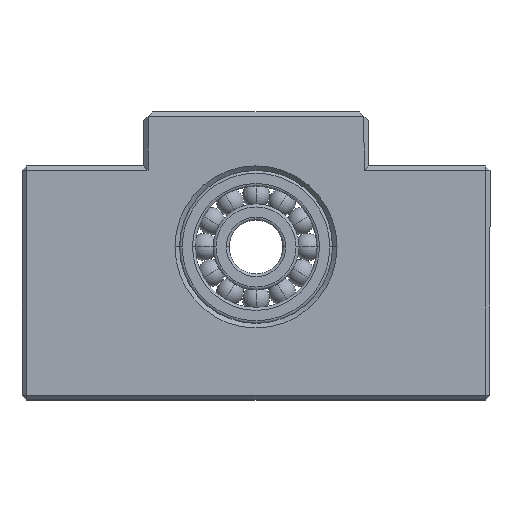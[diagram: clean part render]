
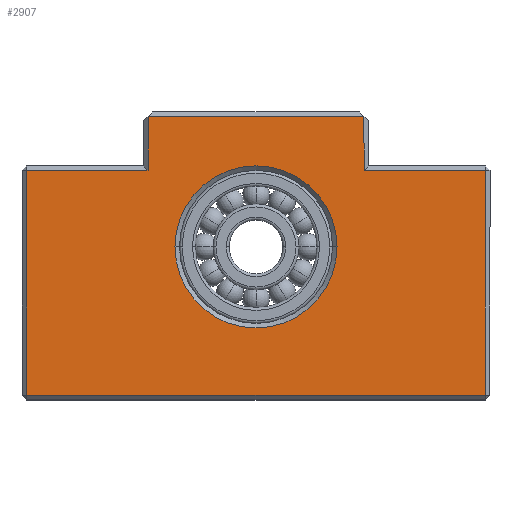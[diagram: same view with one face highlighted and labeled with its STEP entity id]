
A CAD part, top view. The second image highlights one B-rep face of the part: STEP entity #2907.
In plain terms, the highlighted planar face has unit normal (0, 0, 1).
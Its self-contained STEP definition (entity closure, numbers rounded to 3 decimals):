
#418 = EDGE_CURVE ( 'NONE', #421, #423, #2108, .T. ) ;
#419 = ORIENTED_EDGE ( 'NONE', *, *, #418, .T. ) ;
#420 = ORIENTED_EDGE ( 'NONE', *, *, #429, .T. ) ;
#421 = VERTEX_POINT ( 'NONE', #2104 ) ;
#423 = VERTEX_POINT ( 'NONE', #2103 ) ;
#429 = EDGE_CURVE ( 'NONE', #423, #2889, #2159, .T. ) ;
#431 = VERTEX_POINT ( 'NONE', #2155 ) ;
#434 = ORIENTED_EDGE ( 'NONE', *, *, #435, .T. ) ;
#435 = EDGE_CURVE ( 'NONE', #431, #421, #2154, .T. ) ;
#438 = VERTEX_POINT ( 'NONE', #2144 ) ;
#442 = ORIENTED_EDGE ( 'NONE', *, *, #443, .T. ) ;
#443 = EDGE_CURVE ( 'NONE', #438, #431, #2139, .T. ) ;
#473 = CARTESIAN_POINT ( 'NONE',  ( 9., 17., 7. ) ) ;
#574 = CARTESIAN_POINT ( 'NONE',  ( 12., 31., 7. ) ) ;
#575 = LINE ( 'NONE', #574, #636 ) ;
#576 = CARTESIAN_POINT ( 'NONE',  ( 12., 25.5, 7. ) ) ;
#587 = CARTESIAN_POINT ( 'NONE',  ( 12., 31.5, 7. ) ) ;
#603 = LINE ( 'NONE', #662, #661 ) ;
#604 = CARTESIAN_POINT ( 'NONE',  ( 26., 26., 7. ) ) ;
#605 = PLANE ( 'NONE',  #665 ) ;
#606 = FACE_OUTER_BOUND ( 'NONE', #2896, .T. ) ;
#607 = FACE_BOUND ( 'NONE', #2902, .T. ) ;
#616 = DIRECTION ( 'NONE',  ( -1., 0., 0. ) ) ;
#617 = VECTOR ( 'NONE', #616, 1000. ) ;
#618 = CARTESIAN_POINT ( 'NONE',  ( 12.5, 25.5, 7. ) ) ;
#619 = LINE ( 'NONE', #618, #617 ) ;
#634 = CARTESIAN_POINT ( 'NONE',  ( 25.5, 25.5, 7. ) ) ;
#635 = DIRECTION ( 'NONE',  ( 0., 1., 0. ) ) ;
#636 = VECTOR ( 'NONE', #635, 1000. ) ;
#649 = CARTESIAN_POINT ( 'NONE',  ( -12., 31.5, 7. ) ) ;
#655 = DIRECTION ( 'NONE',  ( 1., 0., 0. ) ) ;
#656 = DIRECTION ( 'NONE',  ( 0., 0., -1. ) ) ;
#657 = CARTESIAN_POINT ( 'NONE',  ( 0., 17., 7. ) ) ;
#658 = AXIS2_PLACEMENT_3D ( 'NONE', #657, #656, #655 ) ;
#659 = CIRCLE ( 'NONE', #658, 9. ) ;
#660 = DIRECTION ( 'NONE',  ( 0., -1., 0. ) ) ;
#661 = VECTOR ( 'NONE', #660, 1000. ) ;
#662 = CARTESIAN_POINT ( 'NONE',  ( -12., 26., 7. ) ) ;
#663 = DIRECTION ( 'NONE',  ( 1., 0., 0. ) ) ;
#664 = DIRECTION ( 'NONE',  ( 0., 0., 1. ) ) ;
#665 = AXIS2_PLACEMENT_3D ( 'NONE', #604, #664, #663 ) ;
#686 = DIRECTION ( 'NONE',  ( -1., 0., 0. ) ) ;
#687 = VECTOR ( 'NONE', #686, 1000. ) ;
#688 = CARTESIAN_POINT ( 'NONE',  ( -11.5, 31.5, 7. ) ) ;
#689 = LINE ( 'NONE', #688, #687 ) ;
#2103 = CARTESIAN_POINT ( 'NONE',  ( 25.5, 0.5, 7. ) ) ;
#2104 = CARTESIAN_POINT ( 'NONE',  ( -25.5, 0.5, 7. ) ) ;
#2105 = DIRECTION ( 'NONE',  ( 1., 0., 0. ) ) ;
#2106 = VECTOR ( 'NONE', #2105, 1000. ) ;
#2107 = CARTESIAN_POINT ( 'NONE',  ( 26., 0.5, 7. ) ) ;
#2108 = LINE ( 'NONE', #2107, #2106 ) ;
#2136 = DIRECTION ( 'NONE',  ( -1., 0., 0. ) ) ;
#2137 = VECTOR ( 'NONE', #2136, 1000. ) ;
#2138 = CARTESIAN_POINT ( 'NONE',  ( -26., 25.5, 7. ) ) ;
#2139 = LINE ( 'NONE', #2138, #2137 ) ;
#2144 = CARTESIAN_POINT ( 'NONE',  ( -12., 25.5, 7. ) ) ;
#2151 = DIRECTION ( 'NONE',  ( 0., -1., 0. ) ) ;
#2152 = VECTOR ( 'NONE', #2151, 1000. ) ;
#2153 = CARTESIAN_POINT ( 'NONE',  ( -25.5, 0., 7. ) ) ;
#2154 = LINE ( 'NONE', #2153, #2152 ) ;
#2155 = CARTESIAN_POINT ( 'NONE',  ( -25.5, 25.5, 7. ) ) ;
#2156 = DIRECTION ( 'NONE',  ( 0., 1., 0. ) ) ;
#2157 = VECTOR ( 'NONE', #2156, 1000. ) ;
#2158 = CARTESIAN_POINT ( 'NONE',  ( 25.5, 26., 7. ) ) ;
#2159 = LINE ( 'NONE', #2158, #2157 ) ;
#2575 = DIRECTION ( 'NONE',  ( 1., 0., 0. ) ) ;
#2576 = DIRECTION ( 'NONE',  ( 0., 0., -1. ) ) ;
#2577 = CARTESIAN_POINT ( 'NONE',  ( 0., 17., 7. ) ) ;
#2578 = AXIS2_PLACEMENT_3D ( 'NONE', #2577, #2576, #2575 ) ;
#2584 = CIRCLE ( 'NONE', #2578, 9. ) ;
#2610 = CARTESIAN_POINT ( 'NONE',  ( -9., 17., 7. ) ) ;
#2796 = EDGE_CURVE ( 'NONE', #2813, #2807, #2584, .T. ) ;
#2807 = VERTEX_POINT ( 'NONE', #2610 ) ;
#2813 = VERTEX_POINT ( 'NONE', #473 ) ;
#2879 = VERTEX_POINT ( 'NONE', #587 ) ;
#2885 = VERTEX_POINT ( 'NONE', #576 ) ;
#2887 = ORIENTED_EDGE ( 'NONE', *, *, #2888, .T. ) ;
#2888 = EDGE_CURVE ( 'NONE', #2885, #2879, #575, .T. ) ;
#2889 = VERTEX_POINT ( 'NONE', #634 ) ;
#2896 = EDGE_LOOP ( 'NONE', ( #2898, #2887, #2918, #2925, #442, #434, #419, #420 ) ) ;
#2898 = ORIENTED_EDGE ( 'NONE', *, *, #2901, .T. ) ;
#2901 = EDGE_CURVE ( 'NONE', #2889, #2885, #619, .T. ) ;
#2902 = EDGE_LOOP ( 'NONE', ( #2935, #2936 ) ) ;
#2907 = ADVANCED_FACE ( 'NONE', ( #607, #606 ), #605, .T. ) ;
#2909 = EDGE_CURVE ( 'NONE', #2914, #438, #603, .T. ) ;
#2910 = EDGE_CURVE ( 'NONE', #2807, #2813, #659, .T. ) ;
#2914 = VERTEX_POINT ( 'NONE', #649 ) ;
#2918 = ORIENTED_EDGE ( 'NONE', *, *, #2930, .T. ) ;
#2925 = ORIENTED_EDGE ( 'NONE', *, *, #2909, .T. ) ;
#2930 = EDGE_CURVE ( 'NONE', #2879, #2914, #689, .T. ) ;
#2935 = ORIENTED_EDGE ( 'NONE', *, *, #2796, .T. ) ;
#2936 = ORIENTED_EDGE ( 'NONE', *, *, #2910, .T. ) ;
